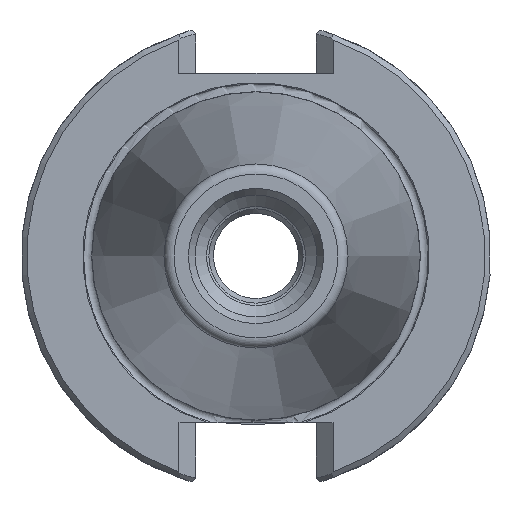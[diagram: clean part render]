
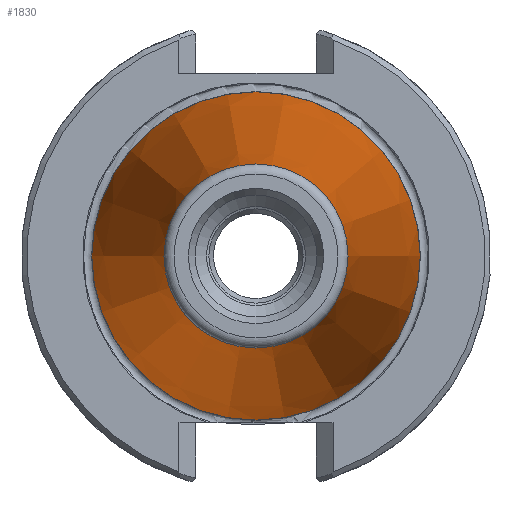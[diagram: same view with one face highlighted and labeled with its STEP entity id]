
A CAD part, left-side view. The second image highlights one B-rep face of the part: STEP entity #1830.
In plain terms, the highlighted conical face has half-angle 8.297 degrees and reference radius 17.248 mm.
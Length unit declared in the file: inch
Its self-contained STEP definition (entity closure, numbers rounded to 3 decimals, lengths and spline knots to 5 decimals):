
#87=CONICAL_SURFACE('',#2085,0.67904,0.145);
#374=FACE_BOUND('',#596,.T.);
#456=FACE_OUTER_BOUND('',#595,.T.);
#595=EDGE_LOOP('',(#1474));
#596=EDGE_LOOP('',(#1475));
#720=CIRCLE('',#2072,0.875);
#726=CIRCLE('',#2083,0.48982);
#886=VERTEX_POINT('',#3616);
#892=VERTEX_POINT('',#3633);
#1103=EDGE_CURVE('',#886,#886,#720,.T.);
#1109=EDGE_CURVE('',#892,#892,#726,.T.);
#1474=ORIENTED_EDGE('',*,*,#1103,.F.);
#1475=ORIENTED_EDGE('',*,*,#1109,.F.);
#1830=ADVANCED_FACE('',(#456,#374),#87,.T.);
#2072=AXIS2_PLACEMENT_3D('',#3617,#2501,#2502);
#2083=AXIS2_PLACEMENT_3D('',#3634,#2523,#2524);
#2085=AXIS2_PLACEMENT_3D('',#3636,#2527,#2528);
#2501=DIRECTION('center_axis',(1.,0.,0.));
#2502=DIRECTION('ref_axis',(0.,1.,0.));
#2523=DIRECTION('center_axis',(-1.,0.,0.));
#2524=DIRECTION('ref_axis',(0.,-1.,0.));
#2527=DIRECTION('center_axis',(1.,0.,0.));
#2528=DIRECTION('ref_axis',(0.,1.,0.));
#3616=CARTESIAN_POINT('',(0.,0.875,0.));
#3617=CARTESIAN_POINT('Origin',(0.,0.,0.));
#3633=CARTESIAN_POINT('',(-2.64129,0.48982,0.));
#3634=CARTESIAN_POINT('Origin',(-2.64129,0.,
0.));
#3636=CARTESIAN_POINT('Origin',(-1.34375,0.,0.));
